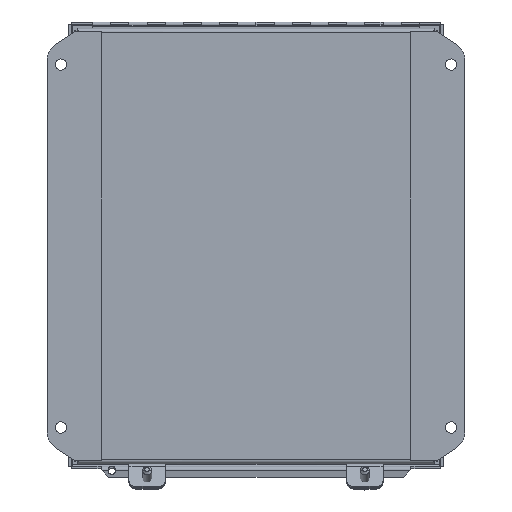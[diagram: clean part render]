
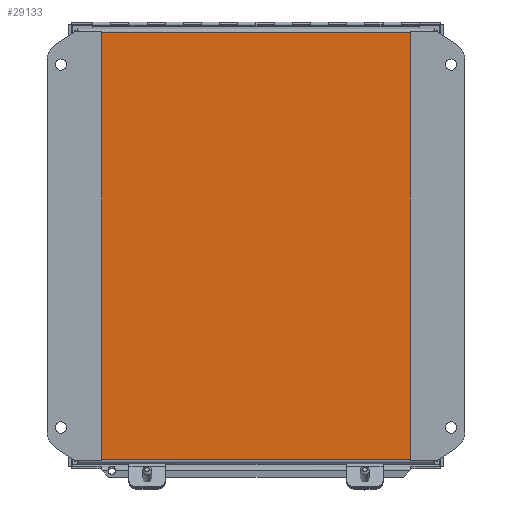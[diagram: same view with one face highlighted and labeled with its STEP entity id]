
A CAD part, left-side view. The second image highlights one B-rep face of the part: STEP entity #29133.
In plain terms, the highlighted face is planar.
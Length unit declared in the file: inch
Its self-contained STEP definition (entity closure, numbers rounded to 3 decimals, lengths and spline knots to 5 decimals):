
#2121 = PLANE ( 'NONE',  #36801 ) ;
#3354 = ORIENTED_EDGE ( 'NONE', *, *, #13011, .F. ) ;
#3673 = EDGE_LOOP ( 'NONE', ( #10183, #3354, #14567, #4168 ) ) ;
#4168 = ORIENTED_EDGE ( 'NONE', *, *, #14308, .F. ) ;
#5143 = DIRECTION ( 'NONE',  ( 0., -1., 0. ) ) ;
#5401 = DIRECTION ( 'NONE',  ( 0., 0., -1. ) ) ;
#5548 = LINE ( 'NONE', #8706, #34127 ) ;
#6149 = CARTESIAN_POINT ( 'NONE',  ( 5.892, 0., -4.892 ) ) ;
#8706 = CARTESIAN_POINT ( 'NONE',  ( 5.892, 0., -4.892 ) ) ;
#10183 = ORIENTED_EDGE ( 'NONE', *, *, #21316, .F. ) ;
#11238 = CARTESIAN_POINT ( 'NONE',  ( -5.892, 0., -4.892 ) ) ;
#12118 = CARTESIAN_POINT ( 'NONE',  ( -5.892, 0., -4.892 ) ) ;
#13011 = EDGE_CURVE ( 'NONE', #32463, #37561, #17162, .T. ) ;
#14308 = EDGE_CURVE ( 'NONE', #15311, #37488, #17050, .T. ) ;
#14379 = LINE ( 'NONE', #34542, #35994 ) ;
#14567 = ORIENTED_EDGE ( 'NONE', *, *, #24670, .F. ) ;
#15311 = VERTEX_POINT ( 'NONE', #6149 ) ;
#17050 = LINE ( 'NONE', #32457, #18467 ) ;
#17162 = LINE ( 'NONE', #12118, #21851 ) ;
#18467 = VECTOR ( 'NONE', #38687, 39.37008 ) ;
#19795 = CARTESIAN_POINT ( 'NONE',  ( 5.892, 0., 4.892 ) ) ;
#21316 = EDGE_CURVE ( 'NONE', #37561, #15311, #5548, .T. ) ;
#21851 = VECTOR ( 'NONE', #24194, 39.37008 ) ;
#23342 = CARTESIAN_POINT ( 'NONE',  ( -6., 0., -5. ) ) ;
#24194 = DIRECTION ( 'NONE',  ( 0., 0., -1. ) ) ;
#24670 = EDGE_CURVE ( 'NONE', #37488, #32463, #14379, .T. ) ;
#25358 = DIRECTION ( 'NONE',  ( -1., 0., 0. ) ) ;
#29133 = ADVANCED_FACE ( 'NONE', ( #35778 ), #2121, .F. ) ;
#29298 = CARTESIAN_POINT ( 'NONE',  ( -5.892, 0., 4.892 ) ) ;
#32457 = CARTESIAN_POINT ( 'NONE',  ( 5.892, 0., 4.892 ) ) ;
#32463 = VERTEX_POINT ( 'NONE', #29298 ) ;
#34127 = VECTOR ( 'NONE', #35420, 39.37008 ) ;
#34542 = CARTESIAN_POINT ( 'NONE',  ( -5.892, 0., 4.892 ) ) ;
#35420 = DIRECTION ( 'NONE',  ( 1., 0., 0. ) ) ;
#35778 = FACE_OUTER_BOUND ( 'NONE', #3673, .T. ) ;
#35994 = VECTOR ( 'NONE', #25358, 39.37008 ) ;
#36801 = AXIS2_PLACEMENT_3D ( 'NONE', #23342, #5143, #5401 ) ;
#37488 = VERTEX_POINT ( 'NONE', #19795 ) ;
#37561 = VERTEX_POINT ( 'NONE', #11238 ) ;
#38687 = DIRECTION ( 'NONE',  ( 0., 0., 1. ) ) ;
